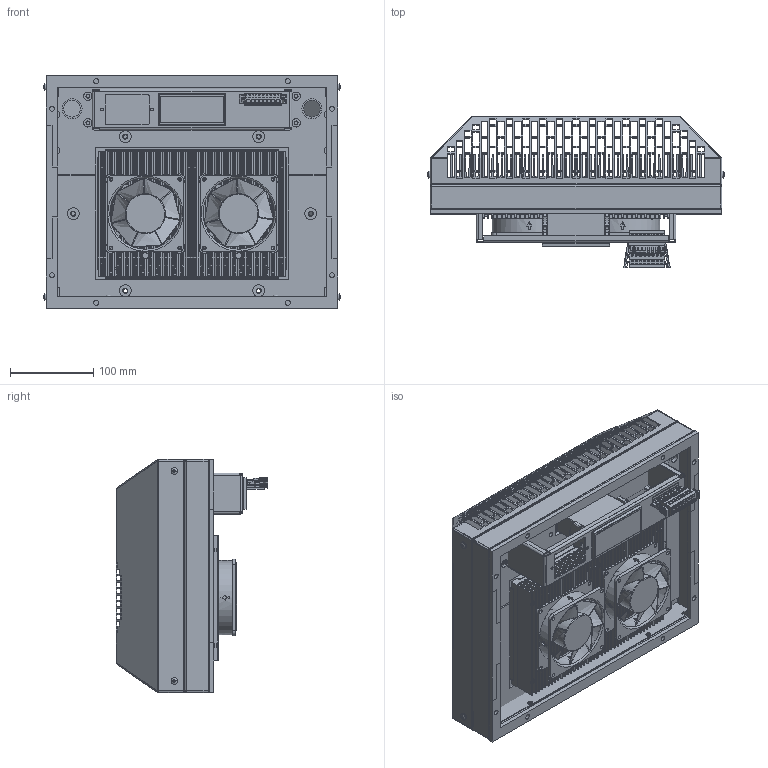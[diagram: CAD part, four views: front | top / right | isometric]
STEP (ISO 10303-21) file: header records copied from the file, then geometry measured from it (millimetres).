
FILE_DESCRIPTION (( 'STEP AP214' ), '1' );
FILE_NAME ('6105303.STEP', '2020-03-24T19:04:06', ( '' ), ( '' ), 'SwSTEP 2.0', 'SolidWorks 2019', '' );
FILE_SCHEMA (( 'AUTOMOTIVE_DESIGN' ));
Length unit declared in the file: inch
Products named in the file (1): 6105303
Bounding box: 356.09 x 182.24 x 280 mm (x, y, z)
Volume: 2824969.2 mm3; surface area: 1801596.7 mm2
Topology: 29 solids, 29 shells, 4658 faces, 13715 edges, 9026 vertices
Faces by surface type: plane 3185, cylinder 1099, cone 174, bspline 91, torus 84, sphere 25
Full cylindrical faces by diameter (mm): 1.8 x8, 2.2 x2, 2.459 x8, 2.5 x6, 2.8 x8, 2.9 x8, 3 x12, 3.242 x4, 3.3 x12, 3.5 x10, 3.6 x8, 3.89 x8, 4 x4, 4.2 x16, 4.3 x16, 4.5 x8, 5 x6, 6 x22, 6.5 x6, 7.5 x2, 8 x4, 10 x8, 12.8 x8, 14 x6, 20 x2, 24 x2, 47.926 x2, 86.189 x1, 86.19 x1, 89.281 x1
Entity records: 159868 total; most frequent: CARTESIAN_POINT 36965, ORIENTED_EDGE 26406, DIRECTION 23657, EDGE_CURVE 13203, VECTOR 9565, LINE 9565, VERTEX_POINT 8877, AXIS2_PLACEMENT_3D 7046
